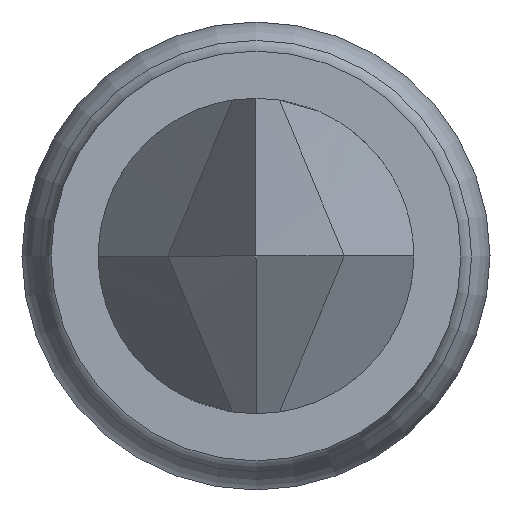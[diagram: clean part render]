
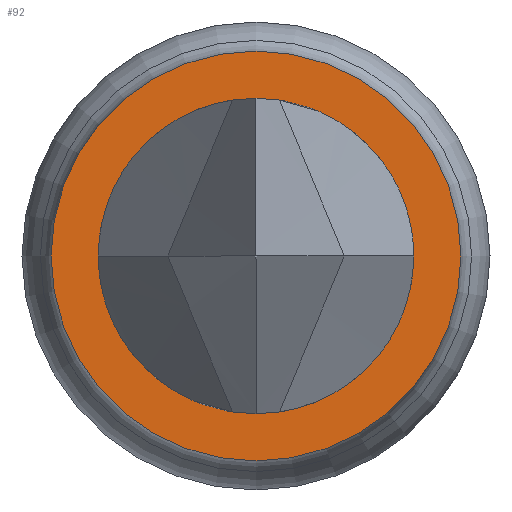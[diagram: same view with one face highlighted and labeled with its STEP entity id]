
A CAD part, left-side view. The second image highlights one B-rep face of the part: STEP entity #92.
In plain terms, the highlighted planar face has unit normal (-1, 0, 0).
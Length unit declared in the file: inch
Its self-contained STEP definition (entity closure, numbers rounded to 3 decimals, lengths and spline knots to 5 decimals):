
#65 = DIRECTION ( 'NONE',  ( -1., 0., 0. ) ) ;
#92 = ADVANCED_FACE ( 'NONE', ( #536, #294 ), #579, .T. ) ;
#123 = DIRECTION ( 'NONE',  ( 0., 0., 1. ) ) ;
#128 = CARTESIAN_POINT ( 'NONE',  ( 0., 0., 0. ) ) ;
#294 = FACE_OUTER_BOUND ( 'NONE', #750, .T. ) ;
#305 = CARTESIAN_POINT ( 'NONE',  ( 0., 0., 0.01355 ) ) ;
#333 = EDGE_CURVE ( 'NONE', #818, #818, #730, .T. ) ;
#345 = AXIS2_PLACEMENT_3D ( 'NONE', #128, #899, #518 ) ;
#396 = VERTEX_POINT ( 'NONE', #563 ) ;
#429 = DIRECTION ( 'NONE',  ( 1., 0., 0. ) ) ;
#449 = EDGE_CURVE ( 'NONE', #396, #396, #796, .T. ) ;
#518 = DIRECTION ( 'NONE',  ( 0., 0., 1. ) ) ;
#536 = FACE_BOUND ( 'NONE', #824, .T. ) ;
#563 = CARTESIAN_POINT ( 'NONE',  ( 0., 0., -0.0176 ) ) ;
#579 = PLANE ( 'NONE',  #612 ) ;
#612 = AXIS2_PLACEMENT_3D ( 'NONE', #766, #65, #123 ) ;
#633 = ORIENTED_EDGE ( 'NONE', *, *, #333, .T. ) ;
#648 = AXIS2_PLACEMENT_3D ( 'NONE', #689, #429, #755 ) ;
#689 = CARTESIAN_POINT ( 'NONE',  ( 0., 0., 0. ) ) ;
#728 = ORIENTED_EDGE ( 'NONE', *, *, #449, .F. ) ;
#730 = CIRCLE ( 'NONE', #345, 0.01355 ) ;
#750 = EDGE_LOOP ( 'NONE', ( #728 ) ) ;
#755 = DIRECTION ( 'NONE',  ( 0., 0., -1. ) ) ;
#766 = CARTESIAN_POINT ( 'NONE',  ( 0., 0.0165, 0. ) ) ;
#796 = CIRCLE ( 'NONE', #648, 0.0176 ) ;
#818 = VERTEX_POINT ( 'NONE', #305 ) ;
#824 = EDGE_LOOP ( 'NONE', ( #633 ) ) ;
#899 = DIRECTION ( 'NONE',  ( 1., 0., 0. ) ) ;
